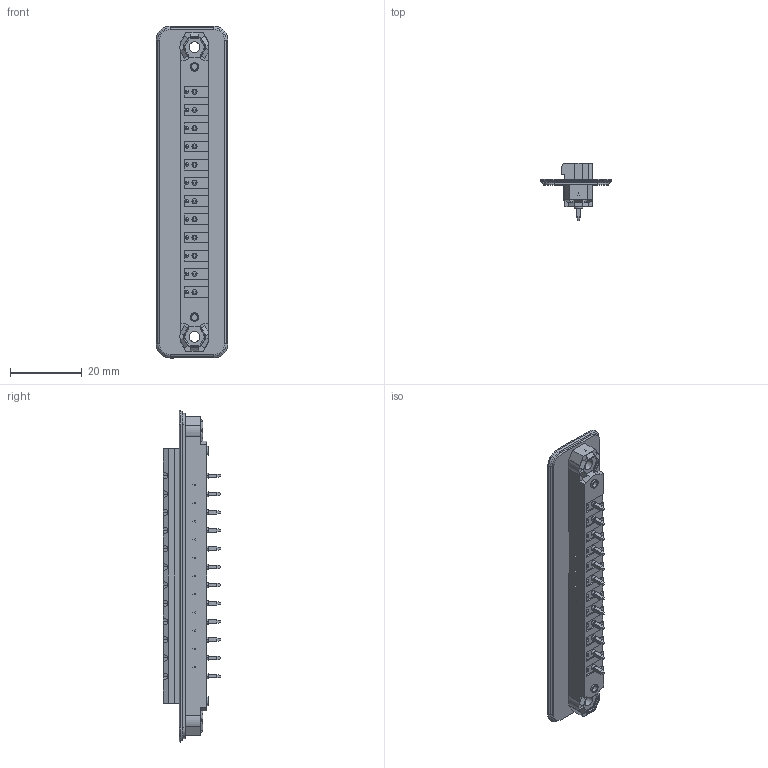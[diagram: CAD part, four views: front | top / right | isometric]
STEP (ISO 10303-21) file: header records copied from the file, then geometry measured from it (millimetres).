
FILE_DESCRIPTION(('STEP AP214'),'1');
FILE_NAME('1899388.stp','2016-07-05T05:47:54',('TraceParts'),('TraceParts S.A.'),'Spatial InterOp 3D',' ',' ');
FILE_SCHEMA(('automotive_design'));
Length unit declared in the file: millimetre
Products named in the file (1): dfk-mstbva_2.5-12-gf-5.08|1#dfk-mstbva_2.5-12-gf-5.08;dfk-mstbva_2.5-12-gf-5.08
Bounding box: 20.07 x 15.9 x 92.59 mm (x, y, z)
Volume: 5711 mm3; surface area: 7923.9 mm2
Topology: 1 solids, 1 shells, 1252 faces, 2892 edges, 1721 vertices
Faces by surface type: plane 1007, cylinder 145, sphere 48, cone 32, torus 20
Entity records: 44879 total; most frequent: CARTESIAN_POINT 6154, DIRECTION 6097, ORIENTED_EDGE 5784, EDGE_CURVE 2892, LINE 2145, VECTOR 2145, AXIS2_PLACEMENT_3D 1976, VERTEX_POINT 1721
